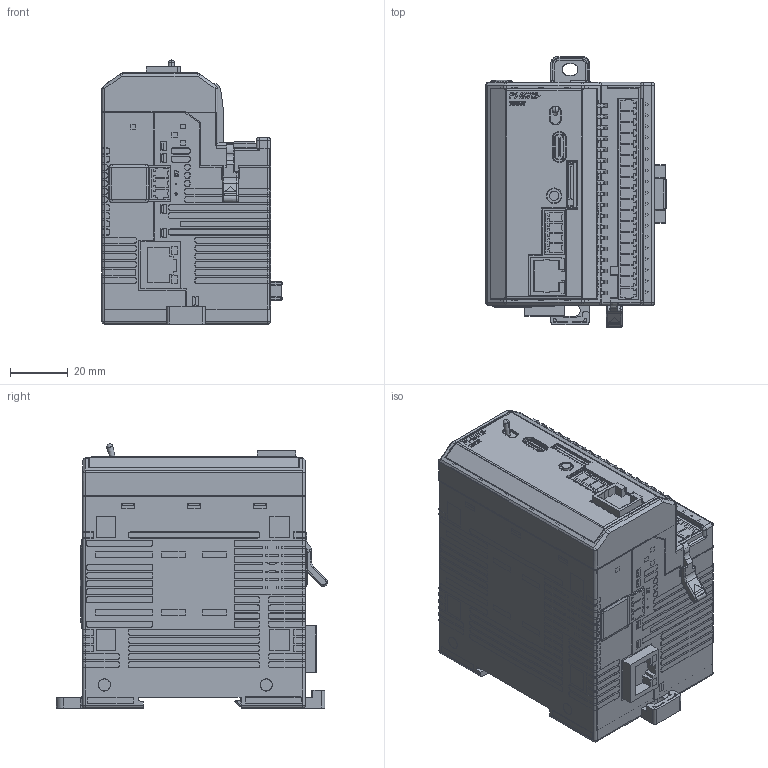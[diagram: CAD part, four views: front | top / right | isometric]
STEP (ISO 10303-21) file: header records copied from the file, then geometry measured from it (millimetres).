
FILE_DESCRIPTION (( 'STEP AP214' ), '1' );
FILE_NAME ('P1-M412-15DD2.STEP', '2025-05-28T11:57:20', ( '' ), ( '' ), 'SwSTEP 2.0', 'SolidWorks 2024', '' );
FILE_SCHEMA (( 'AUTOMOTIVE_DESIGN' ));
Length unit declared in the file: inch
Products named in the file (1): P1-M412-15DD2
Bounding box: 62.27 x 93.64 x 91.26 mm (x, y, z)
Volume: 34404.2 mm3; surface area: 67769.1 mm2
Topology: 24 solids, 28 shells, 3650 faces, 9614 edges, 6160 vertices
Faces by surface type: plane 2091, cylinder 895, bspline 621, cone 43
Entity records: 125788 total; most frequent: CARTESIAN_POINT 38652, ORIENTED_EDGE 19124, DIRECTION 16534, EDGE_CURVE 9562, LINE 6320, VECTOR 6320, VERTEX_POINT 6160, AXIS2_PLACEMENT_3D 5107
